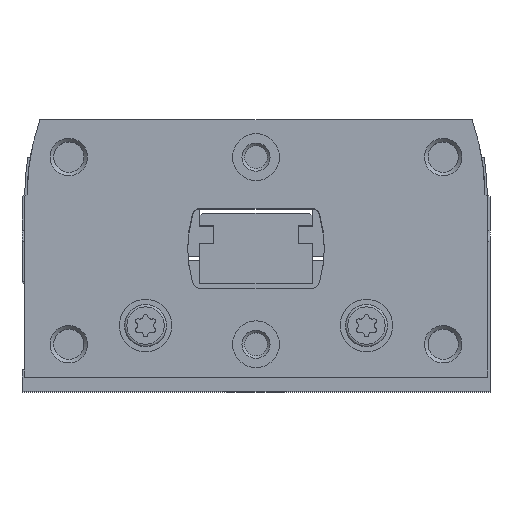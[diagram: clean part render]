
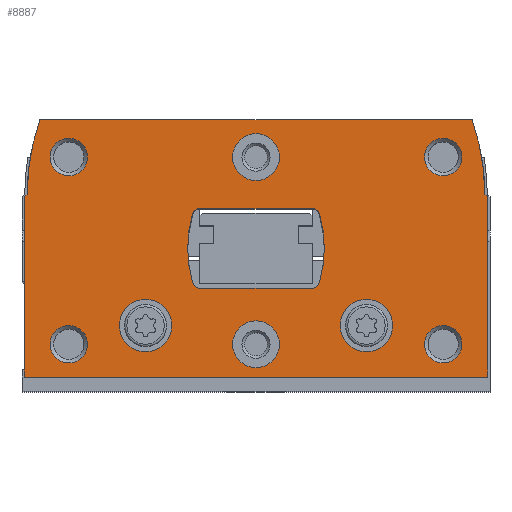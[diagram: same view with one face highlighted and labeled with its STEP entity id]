
A CAD part, top view. The second image highlights one B-rep face of the part: STEP entity #8887.
In plain terms, the highlighted planar face has unit normal (0, 0, 1).
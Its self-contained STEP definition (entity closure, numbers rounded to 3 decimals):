
#411=LINE('',#13867,#909);
#416=LINE('',#13877,#914);
#434=LINE('',#13923,#932);
#440=LINE('',#13935,#938);
#454=LINE('',#14006,#952);
#456=LINE('',#14009,#954);
#457=LINE('',#14037,#955);
#458=LINE('',#14057,#956);
#909=VECTOR('',#11341,1000.);
#914=VECTOR('',#11348,1000.);
#932=VECTOR('',#11384,1000.);
#938=VECTOR('',#11394,1000.);
#952=VECTOR('',#11448,1000.);
#954=VECTOR('',#11452,1000.);
#955=VECTOR('',#11481,1000.);
#956=VECTOR('',#11502,1000.);
#1222=PLANE('',#9663);
#2368=ORIENTED_EDGE('',*,*,#3979,.F.);
#2369=ORIENTED_EDGE('',*,*,#3980,.F.);
#2370=ORIENTED_EDGE('',*,*,#3981,.T.);
#2371=ORIENTED_EDGE('',*,*,#3982,.T.);
#2372=ORIENTED_EDGE('',*,*,#3983,.T.);
#2373=ORIENTED_EDGE('',*,*,#3984,.T.);
#2374=ORIENTED_EDGE('',*,*,#3985,.T.);
#2375=ORIENTED_EDGE('',*,*,#3986,.T.);
#2376=ORIENTED_EDGE('',*,*,#3945,.F.);
#2377=ORIENTED_EDGE('',*,*,#3962,.F.);
#2378=ORIENTED_EDGE('',*,*,#3958,.F.);
#2379=ORIENTED_EDGE('',*,*,#3954,.F.);
#2380=ORIENTED_EDGE('',*,*,#3987,.F.);
#2381=ORIENTED_EDGE('',*,*,#3988,.F.);
#2382=ORIENTED_EDGE('',*,*,#3989,.F.);
#2383=ORIENTED_EDGE('',*,*,#3948,.F.);
#2384=ORIENTED_EDGE('',*,*,#3931,.T.);
#2385=ORIENTED_EDGE('',*,*,#3925,.T.);
#2386=ORIENTED_EDGE('',*,*,#3964,.T.);
#2387=ORIENTED_EDGE('',*,*,#3896,.T.);
#2388=ORIENTED_EDGE('',*,*,#3901,.T.);
#2389=ORIENTED_EDGE('',*,*,#3905,.T.);
#2390=ORIENTED_EDGE('',*,*,#3978,.T.);
#2391=ORIENTED_EDGE('',*,*,#3937,.T.);
#3896=EDGE_CURVE('',#4800,#4799,#411,.T.);
#3901=EDGE_CURVE('',#4799,#4803,#416,.T.);
#3905=EDGE_CURVE('',#4803,#4805,#5378,.T.);
#3925=EDGE_CURVE('',#4820,#4822,#434,.T.);
#3931=EDGE_CURVE('',#4826,#4820,#440,.T.);
#3937=EDGE_CURVE('',#4831,#4826,#5384,.T.);
#3945=EDGE_CURVE('',#4836,#4837,#5388,.T.);
#3948=EDGE_CURVE('',#4837,#4838,#5389,.T.);
#3954=EDGE_CURVE('',#4842,#4843,#5392,.T.);
#3958=EDGE_CURVE('',#4843,#4846,#5394,.T.);
#3962=EDGE_CURVE('',#4846,#4836,#454,.T.);
#3964=EDGE_CURVE('',#4822,#4800,#456,.T.);
#3978=EDGE_CURVE('',#4805,#4831,#457,.T.);
#3979=EDGE_CURVE('',#4861,#4861,#5409,.T.);
#3980=EDGE_CURVE('',#4862,#4862,#5410,.T.);
#3981=EDGE_CURVE('',#4863,#4863,#5411,.T.);
#3982=EDGE_CURVE('',#4864,#4864,#5412,.T.);
#3983=EDGE_CURVE('',#4865,#4865,#5413,.T.);
#3984=EDGE_CURVE('',#4866,#4866,#5414,.T.);
#3985=EDGE_CURVE('',#4867,#4867,#5415,.T.);
#3986=EDGE_CURVE('',#4868,#4868,#5416,.T.);
#3987=EDGE_CURVE('',#4869,#4842,#5417,.T.);
#3988=EDGE_CURVE('',#4870,#4869,#458,.T.);
#3989=EDGE_CURVE('',#4838,#4870,#5418,.T.);
#4799=VERTEX_POINT('',#13866);
#4800=VERTEX_POINT('',#13868);
#4803=VERTEX_POINT('',#13876);
#4805=VERTEX_POINT('',#13883);
#4820=VERTEX_POINT('',#13917);
#4822=VERTEX_POINT('',#13922);
#4826=VERTEX_POINT('',#13933);
#4831=VERTEX_POINT('',#13948);
#4836=VERTEX_POINT('',#13964);
#4837=VERTEX_POINT('',#13966);
#4838=VERTEX_POINT('',#13974);
#4842=VERTEX_POINT('',#13987);
#4843=VERTEX_POINT('',#13989);
#4846=VERTEX_POINT('',#14000);
#4861=VERTEX_POINT('',#14040);
#4862=VERTEX_POINT('',#14042);
#4863=VERTEX_POINT('',#14044);
#4864=VERTEX_POINT('',#14046);
#4865=VERTEX_POINT('',#14048);
#4866=VERTEX_POINT('',#14050);
#4867=VERTEX_POINT('',#14052);
#4868=VERTEX_POINT('',#14054);
#4869=VERTEX_POINT('',#14056);
#4870=VERTEX_POINT('',#14058);
#5378=CIRCLE('',#9619,24.);
#5384=CIRCLE('',#9631,24.);
#5388=CIRCLE('',#9636,0.8);
#5389=CIRCLE('',#9638,13.);
#5392=CIRCLE('',#9642,13.);
#5394=CIRCLE('',#9645,0.8);
#5409=CIRCLE('',#9664,2.8);
#5410=CIRCLE('',#9665,2.8);
#5411=CIRCLE('',#9666,2.5);
#5412=CIRCLE('',#9667,2.5);
#5413=CIRCLE('',#9668,2.);
#5414=CIRCLE('',#9669,2.);
#5415=CIRCLE('',#9670,2.);
#5416=CIRCLE('',#9671,2.);
#5417=CIRCLE('',#9672,0.8);
#5418=CIRCLE('',#9673,0.8);
#5978=EDGE_LOOP('',(#2368));
#5979=EDGE_LOOP('',(#2369));
#5980=EDGE_LOOP('',(#2370));
#5981=EDGE_LOOP('',(#2371));
#5982=EDGE_LOOP('',(#2372));
#5983=EDGE_LOOP('',(#2373));
#5984=EDGE_LOOP('',(#2374));
#5985=EDGE_LOOP('',(#2375));
#5986=EDGE_LOOP('',(#2376,#2377,#2378,#2379,#2380,#2381,#2382,#2383));
#5987=EDGE_LOOP('',(#2384,#2385,#2386,#2387,#2388,#2389,#2390,#2391));
#6710=FACE_BOUND('',#5978,.T.);
#6711=FACE_BOUND('',#5979,.T.);
#6712=FACE_BOUND('',#5980,.T.);
#6713=FACE_BOUND('',#5981,.T.);
#6714=FACE_BOUND('',#5982,.T.);
#6715=FACE_BOUND('',#5983,.T.);
#6716=FACE_BOUND('',#5984,.T.);
#6717=FACE_BOUND('',#5985,.T.);
#6718=FACE_BOUND('',#5986,.T.);
#6719=FACE_BOUND('',#5987,.T.);
#8887=ADVANCED_FACE('',(#6710,#6711,#6712,#6713,#6714,#6715,#6716,#6717,
#6718,#6719),#1222,.T.);
#9619=AXIS2_PLACEMENT_3D('',#13884,#11355,#11356);
#9631=AXIS2_PLACEMENT_3D('',#13947,#11405,#11406);
#9636=AXIS2_PLACEMENT_3D('',#13965,#11418,#11419);
#9638=AXIS2_PLACEMENT_3D('',#13973,#11423,#11424);
#9642=AXIS2_PLACEMENT_3D('',#13988,#11433,#11434);
#9645=AXIS2_PLACEMENT_3D('',#13999,#11440,#11441);
#9663=AXIS2_PLACEMENT_3D('',#14038,#11482,#11483);
#9664=AXIS2_PLACEMENT_3D('',#14039,#11484,#11485);
#9665=AXIS2_PLACEMENT_3D('',#14041,#11486,#11487);
#9666=AXIS2_PLACEMENT_3D('',#14043,#11488,#11489);
#9667=AXIS2_PLACEMENT_3D('',#14045,#11490,#11491);
#9668=AXIS2_PLACEMENT_3D('',#14047,#11492,#11493);
#9669=AXIS2_PLACEMENT_3D('',#14049,#11494,#11495);
#9670=AXIS2_PLACEMENT_3D('',#14051,#11496,#11497);
#9671=AXIS2_PLACEMENT_3D('',#14053,#11498,#11499);
#9672=AXIS2_PLACEMENT_3D('',#14055,#11500,#11501);
#9673=AXIS2_PLACEMENT_3D('',#14059,#11503,#11504);
#11341=DIRECTION('',(0.,1.,0.));
#11348=DIRECTION('',(-0.866,0.5,0.));
#11355=DIRECTION('',(0.,0.,1.));
#11356=DIRECTION('',(1.,0.,0.));
#11384=DIRECTION('',(0.,-1.,0.));
#11394=DIRECTION('',(-0.866,-0.5,0.));
#11405=DIRECTION('',(0.,0.,1.));
#11406=DIRECTION('',(1.,0.,0.));
#11418=DIRECTION('',(0.,0.,1.));
#11419=DIRECTION('',(1.,0.,0.));
#11423=DIRECTION('',(0.,0.,1.));
#11424=DIRECTION('',(1.,0.,0.));
#11433=DIRECTION('',(0.,0.,1.));
#11434=DIRECTION('',(1.,0.,0.));
#11440=DIRECTION('',(0.,0.,1.));
#11441=DIRECTION('',(1.,0.,0.));
#11448=DIRECTION('',(-1.,0.,0.));
#11452=DIRECTION('',(1.,0.,0.));
#11481=DIRECTION('',(-1.,0.,0.));
#11482=DIRECTION('',(0.,0.,1.));
#11483=DIRECTION('',(1.,0.,0.));
#11484=DIRECTION('',(0.,0.,1.));
#11485=DIRECTION('',(1.,0.,0.));
#11486=DIRECTION('',(0.,0.,1.));
#11487=DIRECTION('',(1.,0.,0.));
#11488=DIRECTION('',(0.,0.,-1.));
#11489=DIRECTION('',(-1.,0.,0.));
#11490=DIRECTION('',(0.,0.,-1.));
#11491=DIRECTION('',(-1.,0.,0.));
#11492=DIRECTION('',(0.,0.,-1.));
#11493=DIRECTION('',(-1.,0.,0.));
#11494=DIRECTION('',(0.,0.,-1.));
#11495=DIRECTION('',(-1.,0.,0.));
#11496=DIRECTION('',(0.,0.,-1.));
#11497=DIRECTION('',(-1.,0.,0.));
#11498=DIRECTION('',(0.,0.,-1.));
#11499=DIRECTION('',(-1.,0.,0.));
#11500=DIRECTION('',(0.,0.,1.));
#11501=DIRECTION('',(1.,0.,0.));
#11502=DIRECTION('',(1.,0.,0.));
#11503=DIRECTION('',(0.,0.,1.));
#11504=DIRECTION('',(1.,0.,0.));
#13866=CARTESIAN_POINT('',(24.75,19.327,0.));
#13867=CARTESIAN_POINT('',(24.75,0.,0.));
#13868=CARTESIAN_POINT('',(24.75,0.,0.));
#13876=CARTESIAN_POINT('',(24.45,19.5,0.));
#13877=CARTESIAN_POINT('',(24.75,19.327,0.));
#13883=CARTESIAN_POINT('',(23.077,27.5,0.));
#13884=CARTESIAN_POINT('',(0.45,19.5,0.));
#13917=CARTESIAN_POINT('',(-24.75,19.327,0.));
#13922=CARTESIAN_POINT('',(-24.75,0.,0.));
#13923=CARTESIAN_POINT('',(-24.75,19.327,0.));
#13933=CARTESIAN_POINT('',(-24.45,19.5,0.));
#13935=CARTESIAN_POINT('',(-24.45,19.5,0.));
#13947=CARTESIAN_POINT('',(-0.45,19.5,0.));
#13948=CARTESIAN_POINT('',(-23.077,27.5,0.));
#13964=CARTESIAN_POINT('',(-6.002,18.,0.));
#13965=CARTESIAN_POINT('',(-6.002,17.2,0.));
#13966=CARTESIAN_POINT('',(-6.769,17.426,0.));
#13973=CARTESIAN_POINT('',(5.7,13.75,0.));
#13974=CARTESIAN_POINT('',(-6.769,10.074,0.));
#13987=CARTESIAN_POINT('',(6.769,10.074,0.));
#13988=CARTESIAN_POINT('',(-5.7,13.75,0.));
#13989=CARTESIAN_POINT('',(6.769,17.426,0.));
#13999=CARTESIAN_POINT('',(6.002,17.2,0.));
#14000=CARTESIAN_POINT('',(6.002,18.,0.));
#14006=CARTESIAN_POINT('',(6.002,18.,0.));
#14009=CARTESIAN_POINT('',(-24.75,0.,0.));
#14037=CARTESIAN_POINT('',(23.077,27.5,0.));
#14038=CARTESIAN_POINT('',(0.45,19.5,0.));
#14039=CARTESIAN_POINT('',(-11.8,5.5,0.));
#14040=CARTESIAN_POINT('',(-9.,5.5,0.));
#14041=CARTESIAN_POINT('',(11.8,5.5,0.));
#14042=CARTESIAN_POINT('',(14.6,5.5,0.));
#14043=CARTESIAN_POINT('',(0.,3.5,0.));
#14044=CARTESIAN_POINT('',(-2.5,3.5,0.));
#14045=CARTESIAN_POINT('',(0.,23.5,0.));
#14046=CARTESIAN_POINT('',(-2.5,23.5,0.));
#14047=CARTESIAN_POINT('',(20.,3.5,0.));
#14048=CARTESIAN_POINT('',(18.,3.5,0.));
#14049=CARTESIAN_POINT('',(-20.,3.5,0.));
#14050=CARTESIAN_POINT('',(-22.,3.5,0.));
#14051=CARTESIAN_POINT('',(-20.,23.5,0.));
#14052=CARTESIAN_POINT('',(-22.,23.5,0.));
#14053=CARTESIAN_POINT('',(20.,23.5,0.));
#14054=CARTESIAN_POINT('',(18.,23.5,0.));
#14055=CARTESIAN_POINT('',(6.002,10.3,0.));
#14056=CARTESIAN_POINT('',(6.002,9.5,0.));
#14057=CARTESIAN_POINT('',(-6.002,9.5,0.));
#14058=CARTESIAN_POINT('',(-6.002,9.5,0.));
#14059=CARTESIAN_POINT('',(-6.002,10.3,0.));
